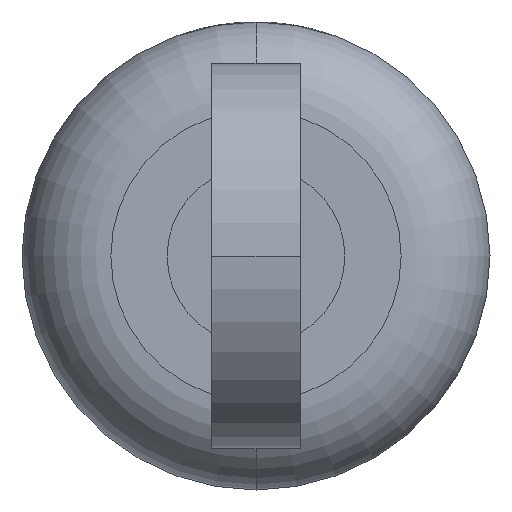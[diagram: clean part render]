
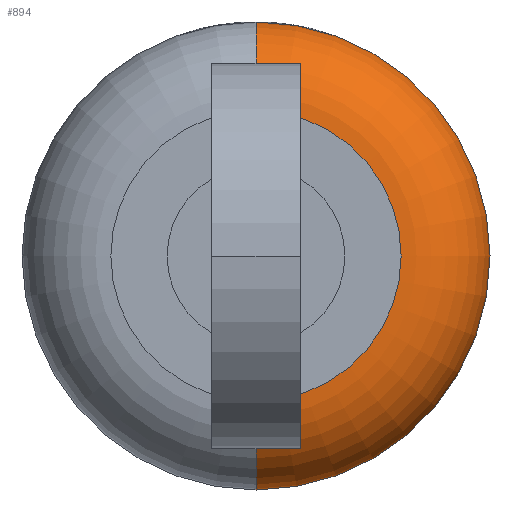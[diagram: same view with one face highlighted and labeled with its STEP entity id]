
A CAD part, front view. The second image highlights one B-rep face of the part: STEP entity #894.
In plain terms, the highlighted toroidal (fillet/blend) face has major radius 4.9 mm and minor radius 3 mm.
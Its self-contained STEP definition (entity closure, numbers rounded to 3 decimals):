
#1 = EDGE_LOOP ( 'NONE', ( #1281, #965, #1087, #41 ) ) ;
#41 = ORIENTED_EDGE ( 'NONE', *, *, #417, .F. ) ;
#82 = CARTESIAN_POINT ( 'NONE',  ( 0., -47., 7.9 ) ) ;
#101 = EDGE_CURVE ( 'Defeature ausgef�hrt2_16+Defeature ausgef�hrt2_17+Defeature ausgef�hrt2_17+Defeature ausgef�hrt2_17', #254, #673, #510, .T. ) ;
#114 = CARTESIAN_POINT ( 'NONE',  ( 0., -47., 4.9 ) ) ;
#134 = AXIS2_PLACEMENT_3D ( 'NONE', #114, #751, #762 ) ;
#149 = FACE_OUTER_BOUND ( 'NONE', #1, .T. ) ;
#181 = DIRECTION ( 'NONE',  ( 0., 1., 0. ) ) ;
#183 = DIRECTION ( 'NONE',  ( 1., 0., 0. ) ) ;
#186 = CIRCLE ( 'NONE', #1027, 3. ) ;
#193 = DIRECTION ( 'NONE',  ( 0., 0., 1. ) ) ;
#254 = VERTEX_POINT ( 'NONE', #731 ) ;
#293 = EDGE_CURVE ( 'Defeature ausgef�hrt2_15+Defeature ausgef�hrt2_16+Defeature ausgef�hrt2_16+Defeature ausgef�hrt2_16', #1340, #1090, #1178, .T. ) ;
#372 = TOROIDAL_SURFACE ( 'NONE', #1349, 4.9, 3. ) ;
#417 = EDGE_CURVE ( 'NONE', #254, #1340, #1043, .T. ) ;
#510 = CIRCLE ( 'NONE', #1246, 4.9 ) ;
#566 = CARTESIAN_POINT ( 'NONE',  ( 0., -47., 0. ) ) ;
#570 = DIRECTION ( 'NONE',  ( 0., 1., 0. ) ) ;
#605 = CARTESIAN_POINT ( 'NONE',  ( 0., -47., -7.9 ) ) ;
#673 = VERTEX_POINT ( 'NONE', #730 ) ;
#712 = EDGE_CURVE ( 'NONE', #673, #1090, #186, .T. ) ;
#730 = CARTESIAN_POINT ( 'NONE',  ( 0., -50., -4.9 ) ) ;
#731 = CARTESIAN_POINT ( 'NONE',  ( 0., -50., 4.9 ) ) ;
#751 = DIRECTION ( 'NONE',  ( -1., 0., 0. ) ) ;
#762 = DIRECTION ( 'NONE',  ( 0., 0., 1. ) ) ;
#767 = DIRECTION ( 'NONE',  ( 0., 0., 1. ) ) ;
#827 = CARTESIAN_POINT ( 'NONE',  ( 0., -47., -4.9 ) ) ;
#832 = CARTESIAN_POINT ( 'NONE',  ( 0., -50., 0. ) ) ;
#848 = DIRECTION ( 'NONE',  ( 0., 1., 0. ) ) ;
#894 = ADVANCED_FACE ( 'Defeature ausgef�hrt2_16', ( #149 ), #372, .T. ) ;
#965 = ORIENTED_EDGE ( 'NONE', *, *, #712, .T. ) ;
#1027 = AXIS2_PLACEMENT_3D ( 'NONE', #827, #183, #1148 ) ;
#1043 = CIRCLE ( 'NONE', #134, 3. ) ;
#1087 = ORIENTED_EDGE ( 'NONE', *, *, #293, .F. ) ;
#1090 = VERTEX_POINT ( 'NONE', #605 ) ;
#1148 = DIRECTION ( 'NONE',  ( 0., 0., -1. ) ) ;
#1163 = AXIS2_PLACEMENT_3D ( 'NONE', #1376, #848, #1164 ) ;
#1164 = DIRECTION ( 'NONE',  ( 0., 0., 1. ) ) ;
#1178 = CIRCLE ( 'NONE', #1163, 7.9 ) ;
#1246 = AXIS2_PLACEMENT_3D ( 'NONE', #832, #181, #193 ) ;
#1281 = ORIENTED_EDGE ( 'NONE', *, *, #101, .T. ) ;
#1340 = VERTEX_POINT ( 'NONE', #82 ) ;
#1349 = AXIS2_PLACEMENT_3D ( 'NONE', #566, #570, #767 ) ;
#1376 = CARTESIAN_POINT ( 'NONE',  ( 0., -47., 0. ) ) ;
